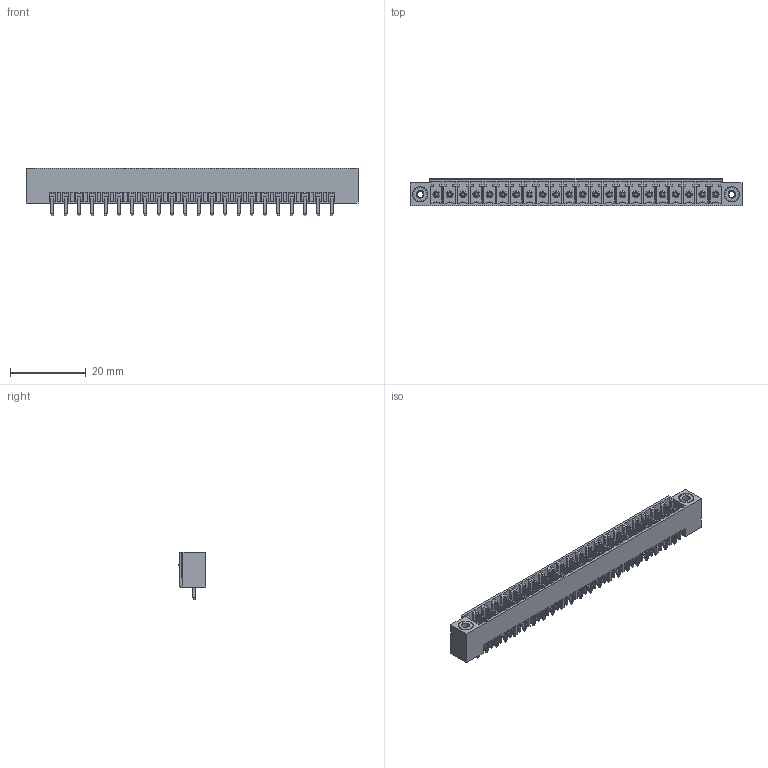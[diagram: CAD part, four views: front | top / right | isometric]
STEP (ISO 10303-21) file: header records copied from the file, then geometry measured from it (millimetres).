
FILE_DESCRIPTION(('STEP AP214'),'1');
FILE_NAME('PV22-3,5-V-K.stp','2018-11-29T11:16:56',(' '),(' '),'Spatial InterOp 3D',' ',' ');
FILE_SCHEMA(('AUTOMOTIVE_DESIGN { 1 0 10303 214 1 1 1 1 }'));
Length unit declared in the file: metre
Products named in the file (1): 1
Bounding box: 87.4 x 7.25 x 12.6 mm (x, y, z)
Volume: 3058.9 mm3; surface area: 7165.9 mm2
Topology: 1 solids, 1 shells, 1641 faces, 4207 edges, 2674 vertices
Faces by surface type: plane 1488, cylinder 109, torus 22, cone 22
Full cylindrical faces by diameter (mm): 1.6 x2, 1.8 x22, 2.05 x2
Entity records: 61130 total; most frequent: CARTESIAN_POINT 8555, ORIENTED_EDGE 8266, DIRECTION 7635, EDGE_CURVE 4133, LINE 3827, VECTOR 3827, VERTEX_POINT 2648, AXIS2_PLACEMENT_3D 1904
